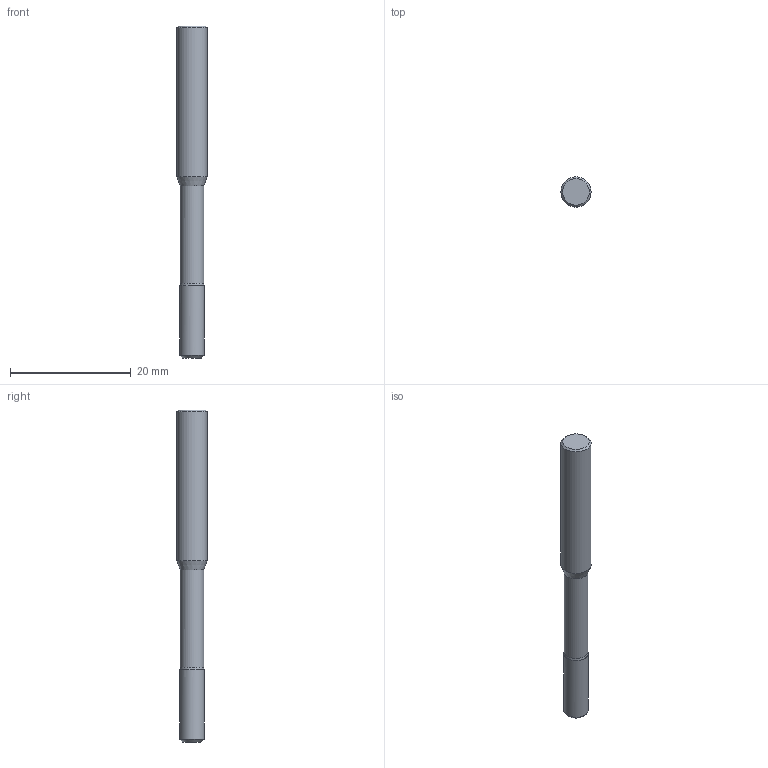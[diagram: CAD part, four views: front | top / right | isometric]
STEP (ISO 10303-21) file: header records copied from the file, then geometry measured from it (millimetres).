
FILE_DESCRIPTION(/* description */ (''),/* implementation_level */ '2;1');
FILE_NAME(/* name */ 'N5TS-4.02H7-EB45_Detailed.stp',/* time_stamp */ '2024-09-06T11:36:48+05:00',/* author */ (''),/* organization */ (''),/* preprocessor_version */ 'ST-DEVELOPER v18.102',/* originating_system */ 'SIEMENS PLM Software NX2206.8101',/* authorisation */ '');
FILE_SCHEMA (('AUTOMOTIVE_DESIGN { 1 0 10303 214 3 1 1 1 }'));
Length unit declared in the file: millimetre
Products named in the file (1): N5TS-4.02H7-EB45,RX2000_step_objects
Bounding box: 5 x 5 x 55 mm (x, y, z)
Volume: 861 mm3; surface area: 819.5 mm2
Topology: 2 solids, 2 shells, 14 faces, 30 edges, 24 vertices
Faces by surface type: plane 5, cone 4, cylinder 3, revolution 2
Full cylindrical faces by diameter (mm): 3.892 x1, 4.02 x1, 5 x1
Entity records: 544 total; most frequent: CARTESIAN_POINT 226, DIRECTION 55, ORIENTED_EDGE 30, AXIS2_PLACEMENT_3D 25, EDGE_LOOP 22, FACE_BOUND 16, EDGE_CURVE 15, ADVANCED_FACE 14
